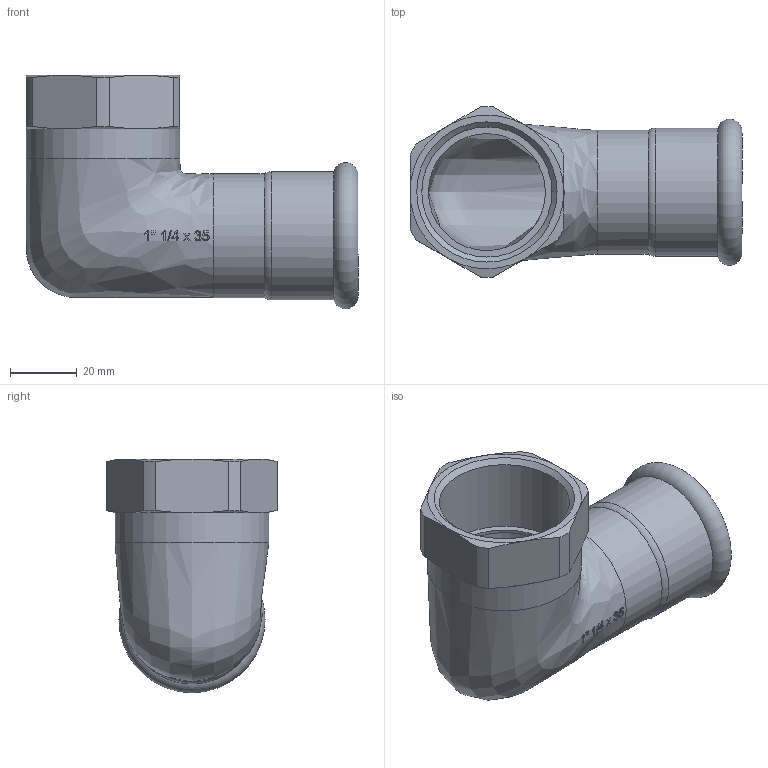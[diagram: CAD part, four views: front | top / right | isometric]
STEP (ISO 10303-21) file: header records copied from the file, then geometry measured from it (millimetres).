
FILE_DESCRIPTION(/* description */ ('Gomito 90° filettato femmina 1" 1/4 x35/ Elbow adapter 90° with female thread 1" 1/4 x35'),/* implementation_level */ '2;1');
FILE_NAME(/* name */ '198114035_Inoxpres.stp',/* time_stamp */ '2022-10-12T16:42:54+02:00',/* author */ ('Vault'),/* organization */ ('Raccorderie metalliche s.p.a. '),/* preprocessor_version */ 'ST-DEVELOPER v18.1',/* originating_system */ 'Autodesk Inventor 2020',/* authorisation */ 'Raccorderie metalliche s.p.a. ');
FILE_SCHEMA (('AUTOMOTIVE_DESIGN { 1 0 10303 214 3 1 1 }'));
Length unit declared in the file: millimetre
Products named in the file (1): 198114035_Inoxpres
Bounding box: 99.3 x 50.98 x 69.84 mm (x, y, z)
Volume: 48408.1 mm3; surface area: 30799.9 mm2
Topology: 1 solids, 1 shells, 192 faces, 528 edges, 353 vertices
Faces by surface type: plane 81, bspline 76, cylinder 16, cone 14, torus 5
Full cylindrical faces by diameter (mm): 32 x1, 34 x1, 35 x1, 35.4 x1, 35.8 x2, 37 x1, 38.4 x1, 38.952 x1, 46 x1
Entity records: 8929 total; most frequent: CARTESIAN_POINT 4732, ORIENTED_EDGE 1056, DIRECTION 554, EDGE_CURVE 528, VERTEX_POINT 353, B_SPLINE_CURVE_WITH_KNOTS 266, EDGE_LOOP 209, AXIS2_PLACEMENT_3D 199
